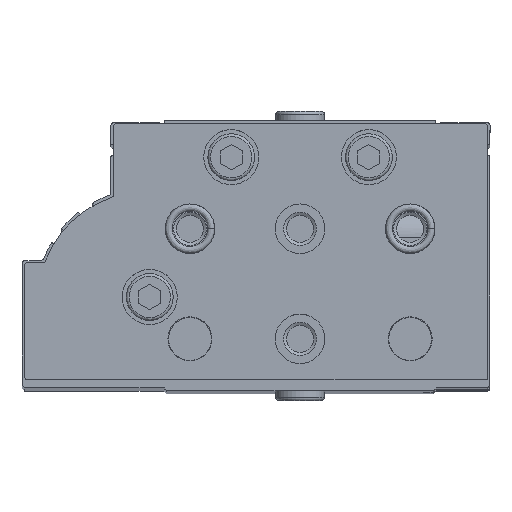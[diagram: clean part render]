
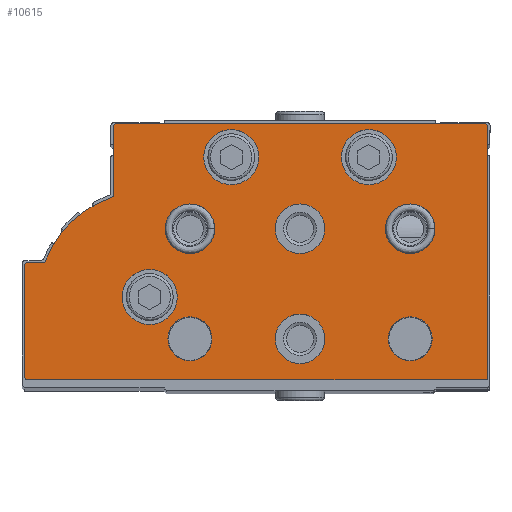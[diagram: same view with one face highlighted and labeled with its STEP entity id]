
A CAD part, top view. The second image highlights one B-rep face of the part: STEP entity #10615.
In plain terms, the highlighted face is planar.
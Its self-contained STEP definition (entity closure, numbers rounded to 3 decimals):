
#1107=LINE('',#17973,#1947);
#1109=LINE('',#17977,#1949);
#1112=LINE('',#17985,#1952);
#1115=LINE('',#17993,#1955);
#1120=LINE('',#18009,#1960);
#1123=LINE('',#18017,#1963);
#1947=VECTOR('',#14579,1000.);
#1949=VECTOR('',#14583,1000.);
#1952=VECTOR('',#14592,1000.);
#1955=VECTOR('',#14601,1000.);
#1960=VECTOR('',#14620,1000.);
#1963=VECTOR('',#14629,1000.);
#4230=ORIENTED_EDGE('',*,*,#6084,.T.);
#4231=ORIENTED_EDGE('',*,*,#6085,.T.);
#4232=ORIENTED_EDGE('',*,*,#6086,.T.);
#4233=ORIENTED_EDGE('',*,*,#6087,.T.);
#4234=ORIENTED_EDGE('',*,*,#6088,.T.);
#4235=ORIENTED_EDGE('',*,*,#6089,.T.);
#4236=ORIENTED_EDGE('',*,*,#6090,.T.);
#4237=ORIENTED_EDGE('',*,*,#6091,.T.);
#4238=ORIENTED_EDGE('',*,*,#6092,.T.);
#4239=ORIENTED_EDGE('',*,*,#6057,.F.);
#4240=ORIENTED_EDGE('',*,*,#6082,.F.);
#4241=ORIENTED_EDGE('',*,*,#6080,.F.);
#4242=ORIENTED_EDGE('',*,*,#6078,.F.);
#4243=ORIENTED_EDGE('',*,*,#6076,.T.);
#4244=ORIENTED_EDGE('',*,*,#6074,.F.);
#4245=ORIENTED_EDGE('',*,*,#6072,.T.);
#4246=ORIENTED_EDGE('',*,*,#6070,.F.);
#4247=ORIENTED_EDGE('',*,*,#6068,.F.);
#4248=ORIENTED_EDGE('',*,*,#6066,.F.);
#4249=ORIENTED_EDGE('',*,*,#6064,.F.);
#4250=ORIENTED_EDGE('',*,*,#6062,.F.);
#4251=ORIENTED_EDGE('',*,*,#6060,.F.);
#6057=EDGE_CURVE('',#7211,#7212,#7818,.T.);
#6060=EDGE_CURVE('',#7212,#7213,#1107,.T.);
#6062=EDGE_CURVE('',#7213,#7214,#1109,.T.);
#6064=EDGE_CURVE('',#7214,#7215,#7819,.T.);
#6066=EDGE_CURVE('',#7215,#7216,#1112,.T.);
#6068=EDGE_CURVE('',#7216,#7217,#7820,.T.);
#6070=EDGE_CURVE('',#7217,#7218,#1115,.T.);
#6072=EDGE_CURVE('',#7219,#7218,#7821,.T.);
#6074=EDGE_CURVE('',#7219,#7220,#7822,.T.);
#6076=EDGE_CURVE('',#7221,#7220,#7823,.T.);
#6078=EDGE_CURVE('',#7221,#7222,#1120,.T.);
#6080=EDGE_CURVE('',#7222,#7223,#7824,.T.);
#6082=EDGE_CURVE('',#7223,#7211,#1123,.T.);
#6084=EDGE_CURVE('',#7224,#7224,#7825,.T.);
#6085=EDGE_CURVE('',#7225,#7225,#7826,.T.);
#6086=EDGE_CURVE('',#7226,#7226,#7827,.T.);
#6087=EDGE_CURVE('',#7227,#7227,#7828,.T.);
#6088=EDGE_CURVE('',#7228,#7228,#7829,.T.);
#6089=EDGE_CURVE('',#7229,#7229,#7830,.T.);
#6090=EDGE_CURVE('',#7230,#7230,#7831,.T.);
#6091=EDGE_CURVE('',#7231,#7231,#7832,.T.);
#6092=EDGE_CURVE('',#7232,#7232,#7833,.T.);
#7211=VERTEX_POINT('',#17968);
#7212=VERTEX_POINT('',#17969);
#7213=VERTEX_POINT('',#17974);
#7214=VERTEX_POINT('',#17978);
#7215=VERTEX_POINT('',#17982);
#7216=VERTEX_POINT('',#17986);
#7217=VERTEX_POINT('',#17990);
#7218=VERTEX_POINT('',#17994);
#7219=VERTEX_POINT('',#17998);
#7220=VERTEX_POINT('',#18002);
#7221=VERTEX_POINT('',#18006);
#7222=VERTEX_POINT('',#18010);
#7223=VERTEX_POINT('',#18014);
#7224=VERTEX_POINT('',#18021);
#7225=VERTEX_POINT('',#18023);
#7226=VERTEX_POINT('',#18025);
#7227=VERTEX_POINT('',#18027);
#7228=VERTEX_POINT('',#18029);
#7229=VERTEX_POINT('',#18031);
#7230=VERTEX_POINT('',#18033);
#7231=VERTEX_POINT('',#18035);
#7232=VERTEX_POINT('',#18037);
#7818=CIRCLE('',#11874,0.5);
#7819=CIRCLE('',#11878,0.5);
#7820=CIRCLE('',#11881,0.5);
#7821=CIRCLE('',#11884,0.5);
#7822=CIRCLE('',#11886,19.5);
#7823=CIRCLE('',#11888,0.5);
#7824=CIRCLE('',#11891,0.5);
#7825=CIRCLE('',#11894,5.);
#7826=CIRCLE('',#11895,5.);
#7827=CIRCLE('',#11896,5.);
#7828=CIRCLE('',#11897,4.5);
#7829=CIRCLE('',#11898,4.5);
#7830=CIRCLE('',#11899,4.5);
#7831=CIRCLE('',#11900,4.5);
#7832=CIRCLE('',#11901,4.);
#7833=CIRCLE('',#11902,4.);
#8582=EDGE_LOOP('',(#4230));
#8583=EDGE_LOOP('',(#4231));
#8584=EDGE_LOOP('',(#4232));
#8585=EDGE_LOOP('',(#4233));
#8586=EDGE_LOOP('',(#4234));
#8587=EDGE_LOOP('',(#4235));
#8588=EDGE_LOOP('',(#4236));
#8589=EDGE_LOOP('',(#4237));
#8590=EDGE_LOOP('',(#4238));
#8591=EDGE_LOOP('',(#4239,#4240,#4241,#4242,#4243,#4244,#4245,#4246,#4247,
#4248,#4249,#4250,#4251));
#9526=FACE_BOUND('',#8582,.T.);
#9527=FACE_BOUND('',#8583,.T.);
#9528=FACE_BOUND('',#8584,.T.);
#9529=FACE_BOUND('',#8585,.T.);
#9530=FACE_BOUND('',#8586,.T.);
#9531=FACE_BOUND('',#8587,.T.);
#9532=FACE_BOUND('',#8588,.T.);
#9533=FACE_BOUND('',#8589,.T.);
#9534=FACE_BOUND('',#8590,.T.);
#9535=FACE_BOUND('',#8591,.T.);
#10079=PLANE('',#11893);
#10615=ADVANCED_FACE('',(#9526,#9527,#9528,#9529,#9530,#9531,#9532,#9533,
#9534,#9535),#10079,.F.);
#11874=AXIS2_PLACEMENT_3D('',#17967,#14573,#14574);
#11878=AXIS2_PLACEMENT_3D('',#17981,#14587,#14588);
#11881=AXIS2_PLACEMENT_3D('',#17989,#14596,#14597);
#11884=AXIS2_PLACEMENT_3D('',#17997,#14605,#14606);
#11886=AXIS2_PLACEMENT_3D('',#18001,#14610,#14611);
#11888=AXIS2_PLACEMENT_3D('',#18005,#14615,#14616);
#11891=AXIS2_PLACEMENT_3D('',#18013,#14624,#14625);
#11893=AXIS2_PLACEMENT_3D('',#18019,#14631,#14632);
#11894=AXIS2_PLACEMENT_3D('',#18020,#14633,#14634);
#11895=AXIS2_PLACEMENT_3D('',#18022,#14635,#14636);
#11896=AXIS2_PLACEMENT_3D('',#18024,#14637,#14638);
#11897=AXIS2_PLACEMENT_3D('',#18026,#14639,#14640);
#11898=AXIS2_PLACEMENT_3D('',#18028,#14641,#14642);
#11899=AXIS2_PLACEMENT_3D('',#18030,#14643,#14644);
#11900=AXIS2_PLACEMENT_3D('',#18032,#14645,#14646);
#11901=AXIS2_PLACEMENT_3D('',#18034,#14647,#14648);
#11902=AXIS2_PLACEMENT_3D('',#18036,#14649,#14650);
#14573=DIRECTION('',(0.,0.,1.));
#14574=DIRECTION('',(1.,0.,0.));
#14579=DIRECTION('',(0.,-1.,0.));
#14583=DIRECTION('',(1.,0.,0.));
#14587=DIRECTION('',(0.,0.,1.));
#14588=DIRECTION('',(1.,0.,0.));
#14592=DIRECTION('',(0.,1.,0.));
#14596=DIRECTION('',(0.,0.,1.));
#14597=DIRECTION('',(1.,0.,0.));
#14601=DIRECTION('',(-1.,0.,0.));
#14605=DIRECTION('',(0.,0.,1.));
#14606=DIRECTION('',(1.,0.,0.));
#14610=DIRECTION('',(0.,0.,1.));
#14611=DIRECTION('',(1.,0.,0.));
#14615=DIRECTION('',(0.,0.,1.));
#14616=DIRECTION('',(1.,0.,0.));
#14620=DIRECTION('',(0.,1.,0.));
#14624=DIRECTION('',(0.,0.,1.));
#14625=DIRECTION('',(1.,0.,0.));
#14629=DIRECTION('',(-1.,0.,0.));
#14631=DIRECTION('',(0.,0.,1.));
#14632=DIRECTION('',(1.,0.,0.));
#14633=DIRECTION('',(0.,0.,1.));
#14634=DIRECTION('',(1.,0.,0.));
#14635=DIRECTION('',(0.,0.,1.));
#14636=DIRECTION('',(1.,0.,0.));
#14637=DIRECTION('',(0.,0.,1.));
#14638=DIRECTION('',(1.,0.,0.));
#14639=DIRECTION('',(0.,0.,1.));
#14640=DIRECTION('',(1.,0.,0.));
#14641=DIRECTION('',(0.,0.,1.));
#14642=DIRECTION('',(1.,0.,0.));
#14643=DIRECTION('',(0.,0.,1.));
#14644=DIRECTION('',(1.,0.,0.));
#14645=DIRECTION('',(0.,0.,1.));
#14646=DIRECTION('',(1.,0.,0.));
#14647=DIRECTION('',(0.,0.,1.));
#14648=DIRECTION('',(1.,0.,0.));
#14649=DIRECTION('',(0.,0.,1.));
#14650=DIRECTION('',(1.,0.,0.));
#17967=CARTESIAN_POINT('',(0.5,46.,0.));
#17968=CARTESIAN_POINT('',(0.5,46.5,0.));
#17969=CARTESIAN_POINT('',(0.,46.,0.));
#17973=CARTESIAN_POINT('',(0.,46.,0.));
#17974=CARTESIAN_POINT('',(0.,0.,0.));
#17977=CARTESIAN_POINT('',(0.,0.,0.));
#17978=CARTESIAN_POINT('',(83.5,0.,0.));
#17981=CARTESIAN_POINT('',(83.5,0.5,0.));
#17982=CARTESIAN_POINT('',(84.,0.5,0.));
#17985=CARTESIAN_POINT('',(84.,0.5,0.));
#17986=CARTESIAN_POINT('',(84.,20.7,0.));
#17989=CARTESIAN_POINT('',(83.5,20.7,0.));
#17990=CARTESIAN_POINT('',(83.5,21.2,0.));
#17993=CARTESIAN_POINT('',(83.5,21.2,0.));
#17994=CARTESIAN_POINT('',(80.697,21.2,0.));
#17997=CARTESIAN_POINT('',(80.697,21.7,0.));
#17998=CARTESIAN_POINT('',(80.23,21.523,0.));
#18001=CARTESIAN_POINT('',(62.,14.6,0.));
#18002=CARTESIAN_POINT('',(68.191,33.091,0.));
#18005=CARTESIAN_POINT('',(68.35,33.565,0.));
#18006=CARTESIAN_POINT('',(67.85,33.565,0.));
#18009=CARTESIAN_POINT('',(67.85,33.565,0.));
#18010=CARTESIAN_POINT('',(67.85,46.,0.));
#18013=CARTESIAN_POINT('',(67.35,46.,0.));
#18014=CARTESIAN_POINT('',(67.35,46.5,0.));
#18017=CARTESIAN_POINT('',(67.35,46.5,0.));
#18019=CARTESIAN_POINT('',(0.5,46.,0.));
#18020=CARTESIAN_POINT('',(61.3,15.,0.));
#18021=CARTESIAN_POINT('',(66.3,15.,0.));
#18022=CARTESIAN_POINT('',(46.5,40.4,0.));
#18023=CARTESIAN_POINT('',(51.5,40.4,0.));
#18024=CARTESIAN_POINT('',(21.5,40.4,0.));
#18025=CARTESIAN_POINT('',(26.5,40.4,0.));
#18026=CARTESIAN_POINT('',(54.,27.4,0.));
#18027=CARTESIAN_POINT('',(58.5,27.4,0.));
#18028=CARTESIAN_POINT('',(34.,27.4,0.));
#18029=CARTESIAN_POINT('',(38.5,27.4,0.));
#18030=CARTESIAN_POINT('',(14.,27.4,0.));
#18031=CARTESIAN_POINT('',(18.5,27.4,0.));
#18032=CARTESIAN_POINT('',(34.,7.4,0.));
#18033=CARTESIAN_POINT('',(38.5,7.4,0.));
#18034=CARTESIAN_POINT('',(54.,7.4,0.));
#18035=CARTESIAN_POINT('',(58.,7.4,0.));
#18036=CARTESIAN_POINT('',(14.,7.4,0.));
#18037=CARTESIAN_POINT('',(18.,7.4,0.));
